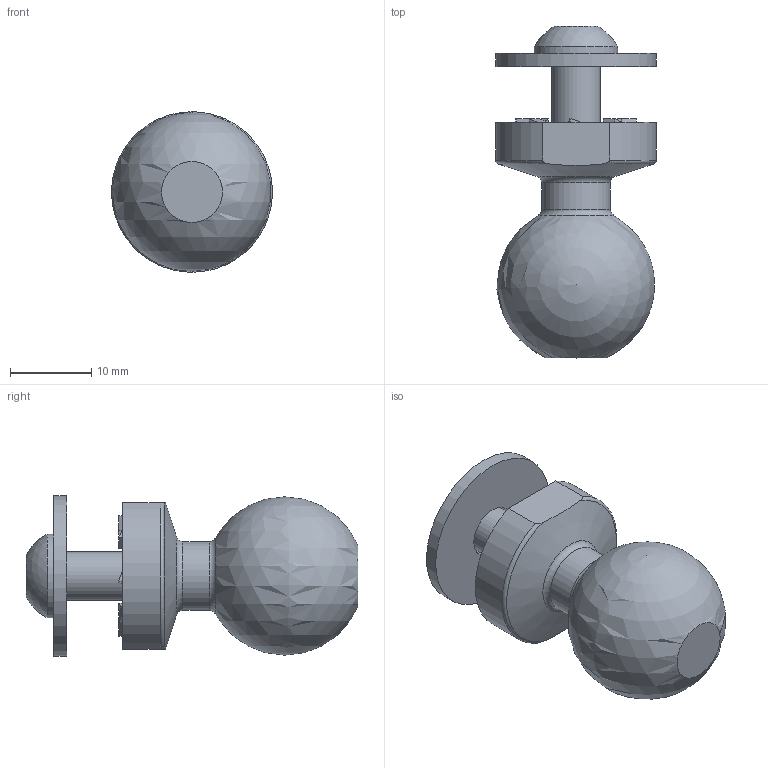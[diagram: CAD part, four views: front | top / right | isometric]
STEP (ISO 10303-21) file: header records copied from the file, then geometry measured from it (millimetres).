
FILE_DESCRIPTION (( 'STEP AP203' ), '1' );
FILE_NAME ('K2050C.STEP', '2014-11-28T10:21:49', ( 'Adam' ), ( '' ), 'SwSTEP 2.0', 'SolidWorks 2011', '' );
FILE_SCHEMA (( 'CONFIG_CONTROL_DESIGN' ));
Length unit declared in the file: millimetre
Products named in the file (1): K2050C
Bounding box: 19.8 x 40.89 x 19.79 mm (x, y, z)
Volume: 6452.5 mm3; surface area: 4236.5 mm2
Topology: 4 solids, 4 shells, 149 faces, 411 edges, 273 vertices
Faces by surface type: plane 90, cylinder 42, cone 10, torus 5, sphere 2
Full cylindrical faces by diameter (mm): 5.1 x1, 6 x1, 6.5 x1, 8.5 x2, 10.3 x1, 16.2 x1, 19.8 x1
Entity records: 4803 total; most frequent: CARTESIAN_POINT 1140, ORIENTED_EDGE 776, DIRECTION 698, EDGE_CURVE 388, VERTEX_POINT 266, AXIS2_PLACEMENT_3D 248, LINE 202, VECTOR 202
